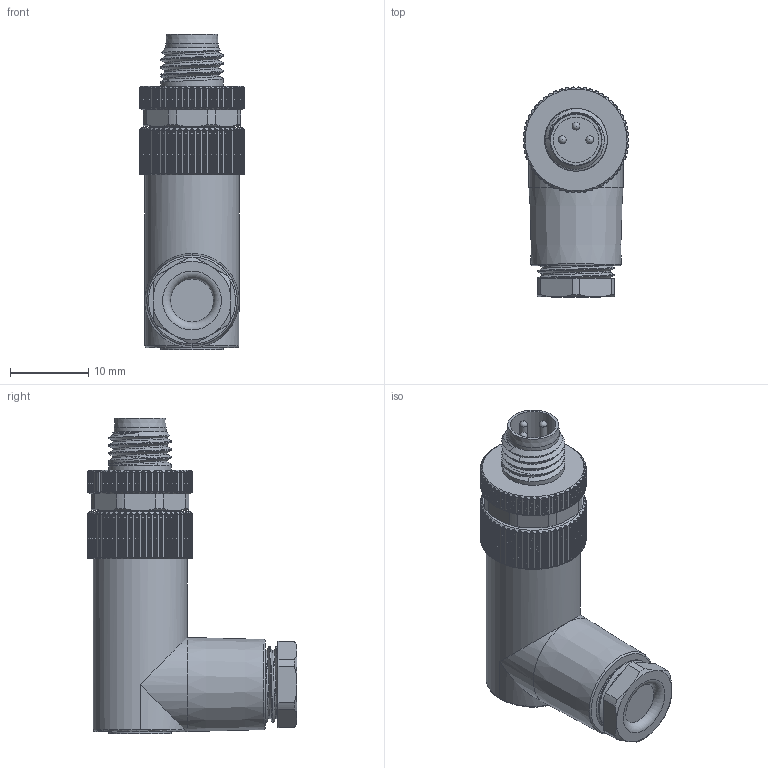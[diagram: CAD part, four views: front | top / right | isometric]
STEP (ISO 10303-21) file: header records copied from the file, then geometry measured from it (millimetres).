
FILE_DESCRIPTION(/* description */ (''),/* implementation_level */ '2;1');
FILE_NAME(/* name */ 'LSB8.3-0-C-BU.stp',/* time_stamp */ '2023-11-27T14:41:20+08:00',/* author */ (''),/* organization */ (''),/* preprocessor_version */ 'ST-DEVELOPER v16',/* originating_system */ 'SIEMENS PLM Software NX 10.0',/* authorisation */ '');
FILE_SCHEMA (('AP203_CONFIGURATION_CONTROLLED_3D_DESIGN_OF_MECHANICAL_PARTS_AND_ASSEMBLIES_MIM_LF { 1 0 10303 403 2 1 2}'));
Length unit declared in the file: millimetre
Products named in the file (1): chan4EC01206rbcg
Bounding box: 13.5 x 26.74 x 40.3 mm (x, y, z)
Volume: 5661.1 mm3; surface area: 3661.1 mm2
Topology: 9 solids, 9 shells, 771 faces, 2221 edges, 1474 vertices
Faces by surface type: cylinder 678, plane 49, cone 22, bspline 14, sphere 4, torus 4
Full cylindrical faces by diameter (mm): 1 x3, 5.8 x1, 6.2 x3, 6.65 x1, 7 x1, 8 x2, 10 x2, 12 x2
Entity records: 39495 total; most frequent: CARTESIAN_POINT 20742, ORIENTED_EDGE 4344, DIRECTION 3284, EDGE_CURVE 2172, VERTEX_POINT 1454, AXIS2_PLACEMENT_3D 1287, B_SPLINE_CURVE_WITH_KNOTS 931, EDGE_LOOP 806
